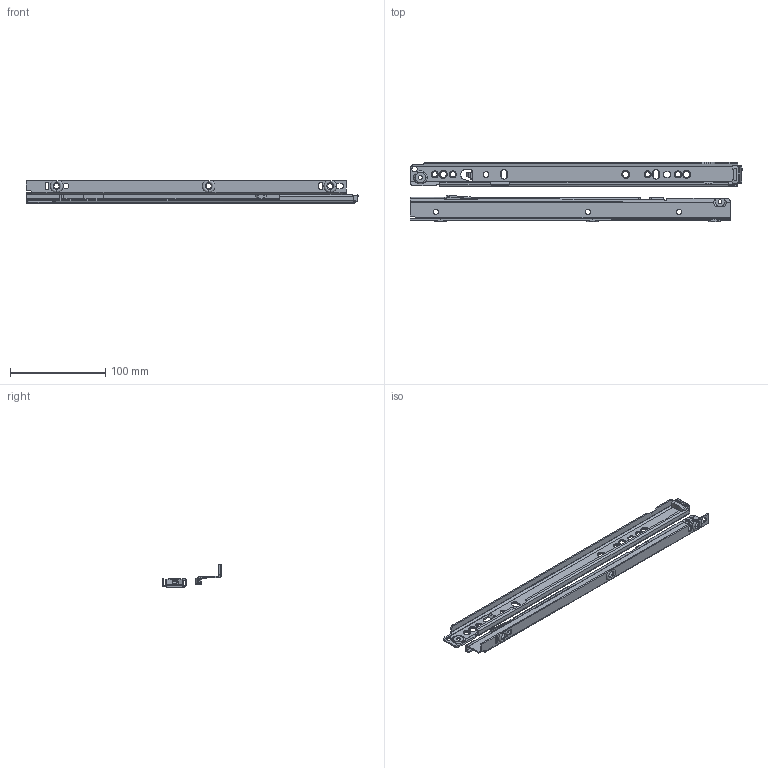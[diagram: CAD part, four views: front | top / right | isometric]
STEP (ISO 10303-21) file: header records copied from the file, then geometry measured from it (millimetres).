
FILE_DESCRIPTION (( 'STEP AP214' ), '1' );
FILE_NAME ('FR_6500.0350mm_14inch_closed_left.STEP', '2022-11-15T13:51:21', ( '' ), ( '' ), 'SwSTEP 2.0', 'SolidWorks 2020', '' );
FILE_SCHEMA (( 'AUTOMOTIVE_DESIGN' ));
Length unit declared in the file: millimetre
Products named in the file (6): FR_6500.0350mm_14inch_closed_left; AG-008; 6500.XXX-03.0000.LI_NL =  350; 6500.XXX-03.0000.li_NL 350; 6500.XXX-01.0000.li_NL 350; 6500.XXX-01.0000.LI_NL =  350
Assembly tree (5 placements, depth 3):
  FR_6500.0350mm_14inch_closed_left
    6500.XXX-01.0000.LI_NL =  350
      6500.XXX-01.0000.li_NL 350
      AG-008
    6500.XXX-03.0000.LI_NL =  350
      6500.XXX-03.0000.li_NL 350
Bounding box: 349.3 x 62.58 x 23.24 mm (x, y, z)
Volume: 41032.9 mm3; surface area: 58019.5 mm2
Topology: 3 solids, 3 shells, 751 faces, 1885 edges, 1158 vertices
Faces by surface type: plane 298, cylinder 290, cone 68, torus 47, bspline 44, sphere 4
Entity records: 25032 total; most frequent: CARTESIAN_POINT 7160, ORIENTED_EDGE 3758, DIRECTION 3682, EDGE_CURVE 1879, AXIS2_PLACEMENT_3D 1406, VERTEX_POINT 1158, LINE 870, VECTOR 870
